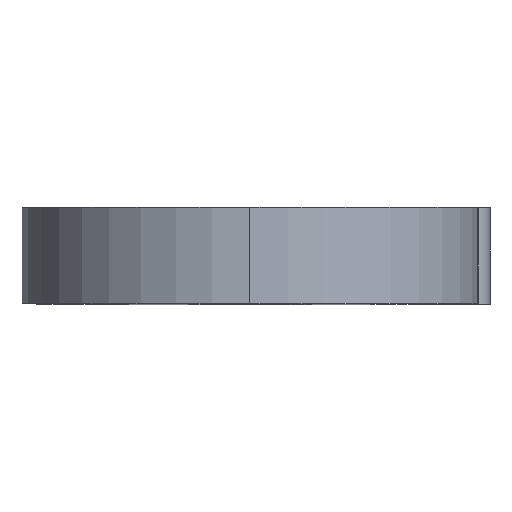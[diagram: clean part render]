
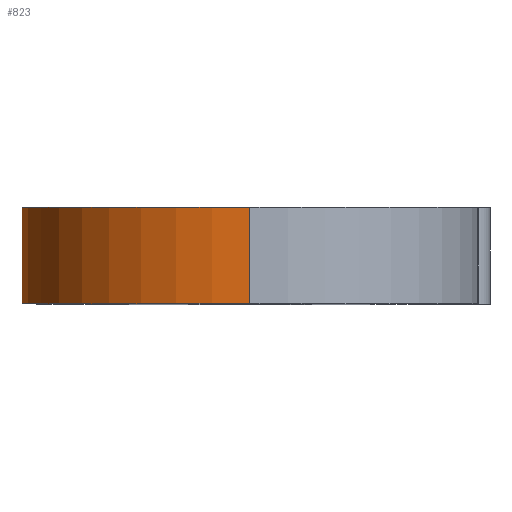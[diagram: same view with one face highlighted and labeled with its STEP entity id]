
A CAD part, top view. The second image highlights one B-rep face of the part: STEP entity #823.
In plain terms, the highlighted cylindrical face has radius 9.5 mm (diameter 19 mm), a partial arc.
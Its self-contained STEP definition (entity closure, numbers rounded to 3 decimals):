
#7 = CARTESIAN_POINT ( 'NONE',  ( 0., 4., 9.5 ) ) ;
#19 = CARTESIAN_POINT ( 'NONE',  ( 0., 0., 0. ) ) ;
#23 = VERTEX_POINT ( 'NONE', #7 ) ;
#33 = ORIENTED_EDGE ( 'NONE', *, *, #351, .T. ) ;
#38 = ORIENTED_EDGE ( 'NONE', *, *, #384, .T. ) ;
#42 = AXIS2_PLACEMENT_3D ( 'NONE', #702, #210, #437 ) ;
#138 = ORIENTED_EDGE ( 'NONE', *, *, #362, .F. ) ;
#139 = DIRECTION ( 'NONE',  ( 0., 0., 1. ) ) ;
#171 = DIRECTION ( 'NONE',  ( 0., 1., 0. ) ) ;
#182 = CIRCLE ( 'NONE', #788, 9.5 ) ;
#183 = FACE_OUTER_BOUND ( 'NONE', #603, .T. ) ;
#210 = DIRECTION ( 'NONE',  ( 0., 1., 0. ) ) ;
#215 = CARTESIAN_POINT ( 'NONE',  ( 0., 4., 0. ) ) ;
#227 = DIRECTION ( 'NONE',  ( 0., 1., 0. ) ) ;
#292 = CARTESIAN_POINT ( 'NONE',  ( 0., 0., 9.5 ) ) ;
#320 = EDGE_CURVE ( 'NONE', #406, #23, #698, .T. ) ;
#351 = EDGE_CURVE ( 'NONE', #515, #406, #356, .T. ) ;
#356 = CIRCLE ( 'NONE', #42, 9.5 ) ;
#362 = EDGE_CURVE ( 'NONE', #619, #23, #182, .T. ) ;
#380 = CYLINDRICAL_SURFACE ( 'NONE', #446, 9.5 ) ;
#381 = CARTESIAN_POINT ( 'NONE',  ( -7., 0., -6.423 ) ) ;
#384 = EDGE_CURVE ( 'NONE', #619, #515, #904, .T. ) ;
#406 = VERTEX_POINT ( 'NONE', #292 ) ;
#424 = ORIENTED_EDGE ( 'NONE', *, *, #320, .T. ) ;
#428 = CARTESIAN_POINT ( 'NONE',  ( -7., 0., -6.423 ) ) ;
#437 = DIRECTION ( 'NONE',  ( 0., 0., 1. ) ) ;
#446 = AXIS2_PLACEMENT_3D ( 'NONE', #19, #171, #529 ) ;
#515 = VERTEX_POINT ( 'NONE', #381 ) ;
#529 = DIRECTION ( 'NONE',  ( 0., 0., 1. ) ) ;
#564 = DIRECTION ( 'NONE',  ( 0., 1., 0. ) ) ;
#594 = VECTOR ( 'NONE', #779, 1000. ) ;
#603 = EDGE_LOOP ( 'NONE', ( #33, #424, #138, #38 ) ) ;
#619 = VERTEX_POINT ( 'NONE', #620 ) ;
#620 = CARTESIAN_POINT ( 'NONE',  ( -7., 4., -6.423 ) ) ;
#698 = LINE ( 'NONE', #707, #747 ) ;
#702 = CARTESIAN_POINT ( 'NONE',  ( 0., 0., 0. ) ) ;
#707 = CARTESIAN_POINT ( 'NONE',  ( 0., 0., 9.5 ) ) ;
#747 = VECTOR ( 'NONE', #564, 1000. ) ;
#779 = DIRECTION ( 'NONE',  ( 0., -1., 0. ) ) ;
#788 = AXIS2_PLACEMENT_3D ( 'NONE', #215, #227, #139 ) ;
#823 = ADVANCED_FACE ( 'NONE', ( #183 ), #380, .T. ) ;
#904 = LINE ( 'NONE', #428, #594 ) ;
